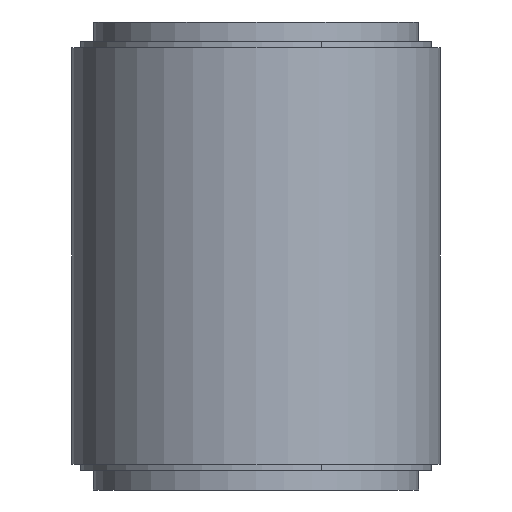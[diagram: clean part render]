
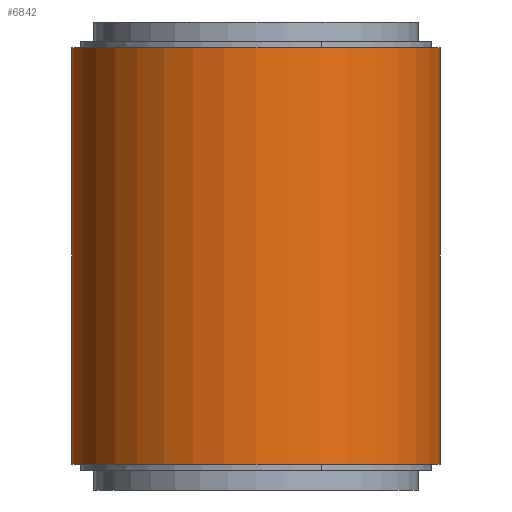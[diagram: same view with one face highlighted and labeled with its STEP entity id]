
A CAD part, front view. The second image highlights one B-rep face of the part: STEP entity #6842.
In plain terms, the highlighted cylindrical face has radius 46.5 mm (diameter 93 mm), a partial arc.
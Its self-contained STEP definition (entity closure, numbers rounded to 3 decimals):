
#841 = AXIS2_PLACEMENT_3D ( 'NONE', #25295, #10504, #27794 ) ;
#4374 = EDGE_CURVE ( 'NONE', #8887, #17300, #19699, .T. ) ;
#4957 = CIRCLE ( 'NONE', #841, 46.5 ) ;
#6842 = ADVANCED_FACE ( 'NONE', ( #19608 ), #25407, .T. ) ;
#6927 = CIRCLE ( 'NONE', #10534, 46.5 ) ;
#8527 = DIRECTION ( 'NONE',  ( 0., 0., -1. ) ) ;
#8846 = AXIS2_PLACEMENT_3D ( 'NONE', #26507, #21507, #16527 ) ;
#8887 = VERTEX_POINT ( 'NONE', #26002 ) ;
#9304 = EDGE_LOOP ( 'NONE', ( #24165, #13154, #18430, #17968 ) ) ;
#9322 = CARTESIAN_POINT ( 'NONE',  ( -46.5, 0., 105. ) ) ;
#9843 = CARTESIAN_POINT ( 'NONE',  ( 0., 0., 0. ) ) ;
#10172 = CARTESIAN_POINT ( 'NONE',  ( -46.5, 0., 0. ) ) ;
#10504 = DIRECTION ( 'NONE',  ( 0., 0., 1. ) ) ;
#10534 = AXIS2_PLACEMENT_3D ( 'NONE', #9843, #27134, #12321 ) ;
#12321 = DIRECTION ( 'NONE',  ( 1., 0., 0. ) ) ;
#12529 = EDGE_CURVE ( 'NONE', #28634, #17300, #6927, .T. ) ;
#13139 = VECTOR ( 'NONE', #8527, 1000. ) ;
#13154 = ORIENTED_EDGE ( 'NONE', *, *, #13947, .F. ) ;
#13365 = CARTESIAN_POINT ( 'NONE',  ( 46.5, 0., 0. ) ) ;
#13947 = EDGE_CURVE ( 'NONE', #21860, #8887, #4957, .T. ) ;
#15352 = EDGE_CURVE ( 'NONE', #21860, #28634, #22001, .T. ) ;
#15910 = DIRECTION ( 'NONE',  ( 0., 0., -1. ) ) ;
#16527 = DIRECTION ( 'NONE',  ( -1., 0., 0. ) ) ;
#17300 = VERTEX_POINT ( 'NONE', #13365 ) ;
#17968 = ORIENTED_EDGE ( 'NONE', *, *, #12529, .T. ) ;
#18430 = ORIENTED_EDGE ( 'NONE', *, *, #15352, .T. ) ;
#19608 = FACE_OUTER_BOUND ( 'NONE', #9304, .T. ) ;
#19699 = LINE ( 'NONE', #28204, #13139 ) ;
#21221 = VECTOR ( 'NONE', #15910, 1000. ) ;
#21507 = DIRECTION ( 'NONE',  ( 0., 0., -1. ) ) ;
#21860 = VERTEX_POINT ( 'NONE', #9322 ) ;
#22001 = LINE ( 'NONE', #30734, #21221 ) ;
#24165 = ORIENTED_EDGE ( 'NONE', *, *, #4374, .F. ) ;
#25295 = CARTESIAN_POINT ( 'NONE',  ( 0., 0., 105. ) ) ;
#25407 = CYLINDRICAL_SURFACE ( 'NONE', #8846, 46.5 ) ;
#26002 = CARTESIAN_POINT ( 'NONE',  ( 46.5, 0., 105. ) ) ;
#26507 = CARTESIAN_POINT ( 'NONE',  ( 0., 0., 105. ) ) ;
#27134 = DIRECTION ( 'NONE',  ( 0., 0., 1. ) ) ;
#27794 = DIRECTION ( 'NONE',  ( 1., 0., 0. ) ) ;
#28204 = CARTESIAN_POINT ( 'NONE',  ( 46.5, 0., 105. ) ) ;
#28634 = VERTEX_POINT ( 'NONE', #10172 ) ;
#30734 = CARTESIAN_POINT ( 'NONE',  ( -46.5, 0., 105. ) ) ;
